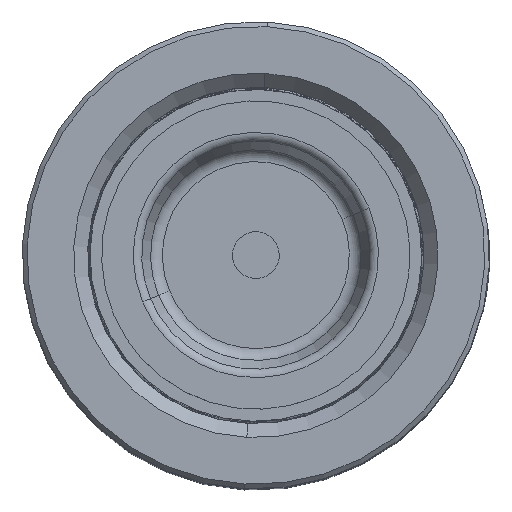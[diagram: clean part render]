
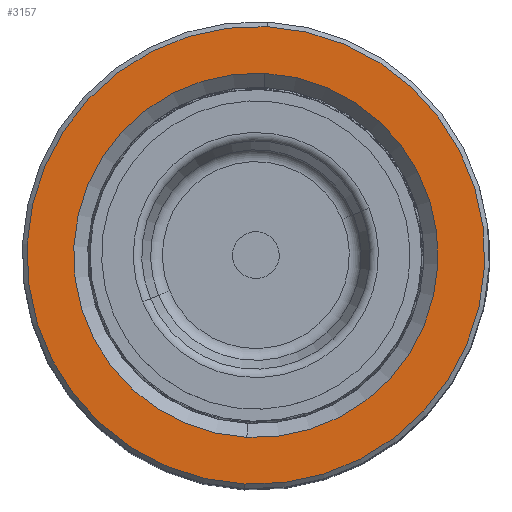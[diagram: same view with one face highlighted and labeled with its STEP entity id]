
A CAD part, top view. The second image highlights one B-rep face of the part: STEP entity #3157.
In plain terms, the highlighted planar face has unit normal (0, 0, 1).
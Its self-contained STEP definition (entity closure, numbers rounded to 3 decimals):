
#3157 = ADVANCED_FACE ( 'NONE', ( #8648, #51686 ), #57639, .T. ) ;
#6356 = AXIS2_PLACEMENT_3D ( 'NONE', #10538, #15698, #39925 ) ;
#7103 = VERTEX_POINT ( 'NONE', #21469 ) ;
#8166 = EDGE_LOOP ( 'NONE', ( #11939, #62648 ) ) ;
#8648 = FACE_OUTER_BOUND ( 'NONE', #8166, .T. ) ;
#9729 = CARTESIAN_POINT ( 'NONE',  ( 0., 0., 80. ) ) ;
#9929 = EDGE_LOOP ( 'NONE', ( #54879, #37347 ) ) ;
#10538 = CARTESIAN_POINT ( 'NONE',  ( 0., 0., 80. ) ) ;
#11939 = ORIENTED_EDGE ( 'NONE', *, *, #60090, .T. ) ;
#12631 = CARTESIAN_POINT ( 'NONE',  ( 0., 0., 80. ) ) ;
#13078 = VERTEX_POINT ( 'NONE', #23779 ) ;
#14157 = DIRECTION ( 'NONE',  ( 1., 0., 0. ) ) ;
#15698 = DIRECTION ( 'NONE',  ( 0., 0., -1. ) ) ;
#16771 = CIRCLE ( 'NONE', #6356, 19.5 ) ;
#20241 = CARTESIAN_POINT ( 'NONE',  ( 19.5, 0., 80. ) ) ;
#21095 = DIRECTION ( 'NONE',  ( 0., 0., -1. ) ) ;
#21469 = CARTESIAN_POINT ( 'NONE',  ( -24.5, 0., 80. ) ) ;
#21711 = AXIS2_PLACEMENT_3D ( 'NONE', #50518, #21095, #39767 ) ;
#22610 = CIRCLE ( 'NONE', #56601, 24.5 ) ;
#22644 = EDGE_CURVE ( 'NONE', #26512, #7103, #22610, .T. ) ;
#23779 = CARTESIAN_POINT ( 'NONE',  ( -19.5, 0., 80. ) ) ;
#24522 = DIRECTION ( 'NONE',  ( 1., 0., 0. ) ) ;
#26512 = VERTEX_POINT ( 'NONE', #26728 ) ;
#26728 = CARTESIAN_POINT ( 'NONE',  ( 24.5, 0., 80. ) ) ;
#28374 = CIRCLE ( 'NONE', #51301, 24.5 ) ;
#28538 = CARTESIAN_POINT ( 'NONE',  ( 0., 0., 80. ) ) ;
#29406 = VERTEX_POINT ( 'NONE', #20241 ) ;
#32384 = DIRECTION ( 'NONE',  ( 0., 0., 1. ) ) ;
#36496 = CIRCLE ( 'NONE', #21711, 19.5 ) ;
#37347 = ORIENTED_EDGE ( 'NONE', *, *, #50952, .T. ) ;
#39767 = DIRECTION ( 'NONE',  ( 1., 0., 0. ) ) ;
#39925 = DIRECTION ( 'NONE',  ( 1., 0., 0. ) ) ;
#42744 = EDGE_CURVE ( 'NONE', #29406, #13078, #16771, .T. ) ;
#48504 = DIRECTION ( 'NONE',  ( 0., 0., 1. ) ) ;
#48611 = DIRECTION ( 'NONE',  ( 0., 0., 1. ) ) ;
#50518 = CARTESIAN_POINT ( 'NONE',  ( 0., 0., 80. ) ) ;
#50952 = EDGE_CURVE ( 'NONE', #13078, #29406, #36496, .T. ) ;
#51301 = AXIS2_PLACEMENT_3D ( 'NONE', #28538, #48504, #14157 ) ;
#51686 = FACE_BOUND ( 'NONE', #9929, .T. ) ;
#54879 = ORIENTED_EDGE ( 'NONE', *, *, #42744, .T. ) ;
#56601 = AXIS2_PLACEMENT_3D ( 'NONE', #12631, #32384, #56846 ) ;
#56846 = DIRECTION ( 'NONE',  ( 1., 0., 0. ) ) ;
#57088 = AXIS2_PLACEMENT_3D ( 'NONE', #9729, #48611, #24522 ) ;
#57639 = PLANE ( 'NONE',  #57088 ) ;
#60090 = EDGE_CURVE ( 'NONE', #7103, #26512, #28374, .T. ) ;
#62648 = ORIENTED_EDGE ( 'NONE', *, *, #22644, .T. ) ;
